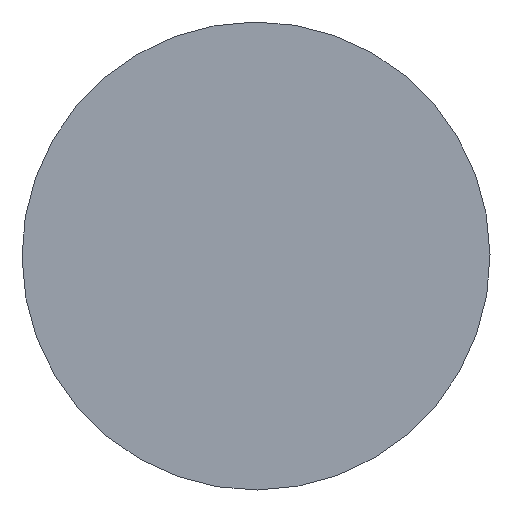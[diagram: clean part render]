
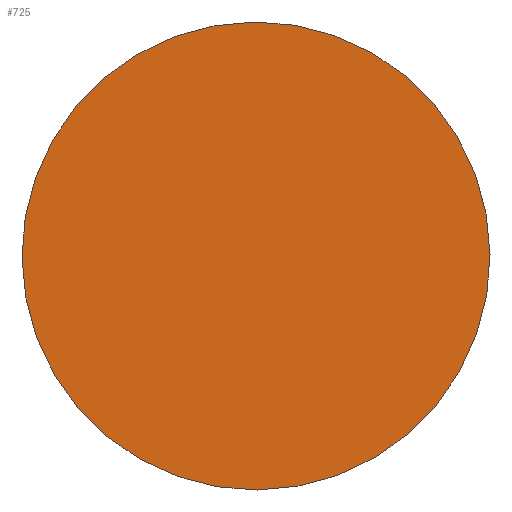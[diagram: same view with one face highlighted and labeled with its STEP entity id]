
A CAD part, front view. The second image highlights one B-rep face of the part: STEP entity #725.
In plain terms, the highlighted planar face has unit normal (0, -1, 0).
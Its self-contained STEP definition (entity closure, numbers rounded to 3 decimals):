
#26=PLANE('',#793);
#86=FACE_OUTER_BOUND('',#126,.T.);
#126=EDGE_LOOP('',(#505,#506));
#225=CIRCLE('',#794,37.503);
#226=CIRCLE('',#795,37.503);
#309=VERTEX_POINT('',#1201);
#310=VERTEX_POINT('',#1202);
#390=EDGE_CURVE('',#309,#310,#225,.T.);
#391=EDGE_CURVE('',#310,#309,#226,.T.);
#505=ORIENTED_EDGE('',*,*,#390,.F.);
#506=ORIENTED_EDGE('',*,*,#391,.F.);
#725=ADVANCED_FACE('',(#86),#26,.T.);
#793=AXIS2_PLACEMENT_3D('',#1200,#933,#934);
#794=AXIS2_PLACEMENT_3D('',#1203,#935,#936);
#795=AXIS2_PLACEMENT_3D('',#1204,#937,#938);
#933=DIRECTION('center_axis',(0.,-1.,0.));
#934=DIRECTION('ref_axis',(0.647,0.,-0.762));
#935=DIRECTION('center_axis',(0.,1.,0.));
#936=DIRECTION('ref_axis',(-0.762,0.,-0.647));
#937=DIRECTION('center_axis',(0.,1.,0.));
#938=DIRECTION('ref_axis',(-0.762,0.,-0.647));
#1200=CARTESIAN_POINT('Origin',(-14.293,-71.901,-12.138));
#1201=CARTESIAN_POINT('',(-28.586,-71.901,-24.276));
#1202=CARTESIAN_POINT('',(28.586,-71.901,24.276));
#1203=CARTESIAN_POINT('Origin',(0.,-71.901,0.));
#1204=CARTESIAN_POINT('Origin',(0.,-71.901,0.));
